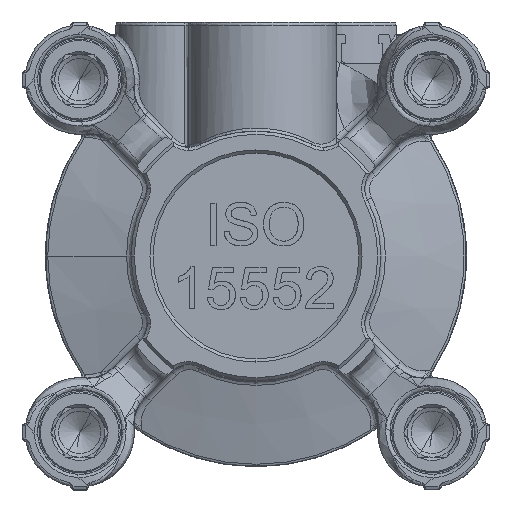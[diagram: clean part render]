
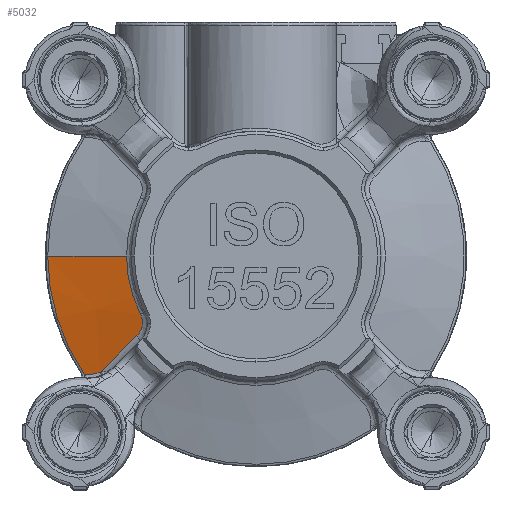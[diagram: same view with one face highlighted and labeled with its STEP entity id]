
A CAD part, front view. The second image highlights one B-rep face of the part: STEP entity #5032.
In plain terms, the highlighted conical face has half-angle 75 degrees and reference radius 33.379 mm.
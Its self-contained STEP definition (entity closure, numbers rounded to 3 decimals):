
#2239 = CARTESIAN_POINT ( 'NONE',  ( -27.353, 28.126, -18.96 ) ) ;
#3525 = CARTESIAN_POINT ( 'NONE',  ( -18.279, 24.781, -9.931 ) ) ;
#4158 = CARTESIAN_POINT ( 'NONE',  ( -19.088, 25.365, -12.795 ) ) ;
#5032 = ADVANCED_FACE ( 'NONE', ( #13457 ), #97170, .T. ) ;
#5631 = CARTESIAN_POINT ( 'NONE',  ( -27.353, 28.126, -18.96 ) ) ;
#7207 = CARTESIAN_POINT ( 'NONE',  ( 0., 28.152, 0. ) ) ;
#7273 = CARTESIAN_POINT ( 'NONE',  ( -33.379, 28.152, 0. ) ) ;
#11780 = VERTEX_POINT ( 'NONE', #17997 ) ;
#12229 = CARTESIAN_POINT ( 'NONE',  ( -26.525, 27.946, -18.968 ) ) ;
#13457 = FACE_OUTER_BOUND ( 'NONE', #20647, .T. ) ;
#13515 = CARTESIAN_POINT ( 'NONE',  ( -18.201, 24.857, -10.642 ) ) ;
#14152 = CARTESIAN_POINT ( 'NONE',  ( -18.875, 25.284, -12.566 ) ) ;
#15372 = CARTESIAN_POINT ( 'NONE',  ( -18.976, 25.324, -12.683 ) ) ;
#15456 = CARTESIAN_POINT ( 'NONE',  ( -33.379, 28.152, 0. ) ) ;
#16474 = ORIENTED_EDGE ( 'NONE', *, *, #67596, .T. ) ;
#17997 = CARTESIAN_POINT ( 'NONE',  ( -20.741, 24.766, 0. ) ) ;
#18032 = EDGE_CURVE ( 'NONE', #34769, #69855, #115233, .T. ) ;
#19850 = DIRECTION ( 'NONE',  ( 0., 1., 0. ) ) ;
#20647 = EDGE_LOOP ( 'NONE', ( #32449, #48924, #100731, #16474, #46751, #33656, #51228 ) ) ;
#21483 = EDGE_CURVE ( 'NONE', #11780, #75238, #57835, .T. ) ;
#22851 = DIRECTION ( 'NONE',  ( 0., 1., 0. ) ) ;
#23478 = CARTESIAN_POINT ( 'NONE',  ( -26.936, 28.038, -18.983 ) ) ;
#24095 = CARTESIAN_POINT ( 'NONE',  ( -25.705, 27.751, -18.866 ) ) ;
#24223 = AXIS2_PLACEMENT_3D ( 'NONE', #7207, #64927, #101908 ) ;
#25089 = AXIS2_PLACEMENT_3D ( 'NONE', #79977, #22851, #52926 ) ;
#26447 = CARTESIAN_POINT ( 'NONE',  ( -27.353, 28.126, -18.96 ) ) ;
#29586 = DIRECTION ( 'NONE',  ( -0.966, 0.259, 0. ) ) ;
#32313 = CARTESIAN_POINT ( 'NONE',  ( -18.204, 24.89, -10.875 ) ) ;
#32449 = ORIENTED_EDGE ( 'NONE', *, *, #46112, .T. ) ;
#32480 = CARTESIAN_POINT ( 'NONE',  ( -24.928, 27.545, -18.616 ) ) ;
#32923 = EDGE_CURVE ( 'NONE', #34102, #39994, #105835, .T. ) ;
#32931 = CARTESIAN_POINT ( 'NONE',  ( -18.515, 24.766, -9.349 ) ) ;
#33656 = ORIENTED_EDGE ( 'NONE', *, *, #55994, .T. ) ;
#34102 = VERTEX_POINT ( 'NONE', #26447 ) ;
#34769 = VERTEX_POINT ( 'NONE', #98687 ) ;
#36626 = VECTOR ( 'NONE', #29586, 1000. ) ;
#39994 = VERTEX_POINT ( 'NONE', #68703 ) ;
#41900 = CARTESIAN_POINT ( 'NONE',  ( -22.695, 26.708, -16.388 ) ) ;
#42180 = AXIS2_PLACEMENT_3D ( 'NONE', #105764, #19850, #84535 ) ;
#42354 = CARTESIAN_POINT ( 'NONE',  ( -18.616, 25.17, -12.189 ) ) ;
#46112 = EDGE_CURVE ( 'NONE', #69855, #11780, #70265, .T. ) ;
#46751 = ORIENTED_EDGE ( 'NONE', *, *, #32923, .T. ) ;
#48924 = ORIENTED_EDGE ( 'NONE', *, *, #21483, .T. ) ;
#51228 = ORIENTED_EDGE ( 'NONE', *, *, #18032, .T. ) ;
#51571 = B_SPLINE_CURVE_WITH_KNOTS ( 'NONE', 3,
 ( #119771, #90983, #99088, #5631 ),
 .UNSPECIFIED., .F., .F.,
 ( 4, 4 ),
 ( 0., 1. ),
 .UNSPECIFIED. ) ;
#51690 = CARTESIAN_POINT ( 'NONE',  ( -27.144, 28.082, -18.978 ) ) ;
#52926 = DIRECTION ( 'NONE',  ( -1., 0., 0. ) ) ;
#52981 = CARTESIAN_POINT ( 'NONE',  ( -18.469, 25.097, -11.916 ) ) ;
#55994 = EDGE_CURVE ( 'NONE', #39994, #34769, #64543, .T. ) ;
#57835 = LINE ( 'NONE', #7273, #36626 ) ;
#60517 = CARTESIAN_POINT ( 'NONE',  ( -26.32, 27.898, -18.951 ) ) ;
#61199 = CARTESIAN_POINT ( 'NONE',  ( -18.739, 25.226, -12.381 ) ) ;
#61361 = CARTESIAN_POINT ( 'NONE',  ( -20.748, 25.981, -14.448 ) ) ;
#64543 = B_SPLINE_CURVE_WITH_KNOTS ( 'NONE', 3,
 ( #32480, #41900, #61361, #99611 ),
 .UNSPECIFIED., .F., .F.,
 ( 4, 4 ),
 ( 0., 1. ),
 .UNSPECIFIED. ) ;
#64927 = DIRECTION ( 'NONE',  ( 0., 1., 0. ) ) ;
#67596 = EDGE_CURVE ( 'NONE', #81505, #34102, #51571, .T. ) ;
#68703 = CARTESIAN_POINT ( 'NONE',  ( -24.928, 27.545, -18.616 ) ) ;
#69855 = VERTEX_POINT ( 'NONE', #78340 ) ;
#69977 = CARTESIAN_POINT ( 'NONE',  ( -24.928, 27.545, -18.616 ) ) ;
#70265 = CIRCLE ( 'NONE', #42180, 20.741 ) ;
#70600 = CARTESIAN_POINT ( 'NONE',  ( -26.221, 27.875, -18.939 ) ) ;
#71269 = CARTESIAN_POINT ( 'NONE',  ( -18.203, 24.847, -10.564 ) ) ;
#71881 = CARTESIAN_POINT ( 'NONE',  ( -18.221, 24.821, -10.332 ) ) ;
#72494 = CARTESIAN_POINT ( 'NONE',  ( -18.219, 24.915, -11.03 ) ) ;
#75238 = VERTEX_POINT ( 'NONE', #15456 ) ;
#78340 = CARTESIAN_POINT ( 'NONE',  ( -18.515, 24.766, -9.349 ) ) ;
#79977 = CARTESIAN_POINT ( 'NONE',  ( 0., 28.152, 0. ) ) ;
#80038 = CARTESIAN_POINT ( 'NONE',  ( -18.372, 24.766, -9.632 ) ) ;
#80607 = CARTESIAN_POINT ( 'NONE',  ( -25.308, 27.649, -18.762 ) ) ;
#81505 = VERTEX_POINT ( 'NONE', #90013 ) ;
#82508 = CARTESIAN_POINT ( 'NONE',  ( -18.213, 24.829, -10.408 ) ) ;
#84535 = DIRECTION ( 'NONE',  ( 0., 0., 1. ) ) ;
#89475 = CARTESIAN_POINT ( 'NONE',  ( -18.275, 24.97, -11.335 ) ) ;
#90013 = CARTESIAN_POINT ( 'NONE',  ( -27.478, 28.152, -18.95 ) ) ;
#90104 = CARTESIAN_POINT ( 'NONE',  ( -18.561, 25.143, -12.091 ) ) ;
#90983 = CARTESIAN_POINT ( 'NONE',  ( -27.437, 28.143, -18.954 ) ) ;
#94373 = CIRCLE ( 'NONE', #24223, 33.379 ) ;
#97170 = CONICAL_SURFACE ( 'NONE', #25089, 33.379, 1.309 ) ;
#98687 = CARTESIAN_POINT ( 'NONE',  ( -19.088, 25.365, -12.795 ) ) ;
#98838 = CARTESIAN_POINT ( 'NONE',  ( -18.675, 25.198, -12.286 ) ) ;
#99088 = CARTESIAN_POINT ( 'NONE',  ( -27.395, 28.135, -18.957 ) ) ;
#99442 = CARTESIAN_POINT ( 'NONE',  ( -18.253, 24.949, -11.224 ) ) ;
#99611 = CARTESIAN_POINT ( 'NONE',  ( -19.088, 25.365, -12.795 ) ) ;
#100731 = ORIENTED_EDGE ( 'NONE', *, *, #115467, .F. ) ;
#101908 = DIRECTION ( 'NONE',  ( 0., 0., -1. ) ) ;
#105764 = CARTESIAN_POINT ( 'NONE',  ( 0., 24.766, 0. ) ) ;
#105835 = B_SPLINE_CURVE_WITH_KNOTS ( 'NONE', 3,
 ( #2239, #51690, #23478, #118837, #12229, #60517, #70600, #24095, #80607, #69977 ),
 .UNSPECIFIED., .F., .F.,
 ( 4, 2, 2, 2, 4 ),
 ( 0., 0.25, 0.375, 0.5, 1. ),
 .UNSPECIFIED. ) ;
#108246 = CARTESIAN_POINT ( 'NONE',  ( -18.334, 25.015, -11.556 ) ) ;
#109478 = CARTESIAN_POINT ( 'NONE',  ( -18.302, 24.992, -11.446 ) ) ;
#110103 = CARTESIAN_POINT ( 'NONE',  ( -18.579, 25.152, -12.123 ) ) ;
#110719 = CARTESIAN_POINT ( 'NONE',  ( -18.26, 24.956, -11.26 ) ) ;
#115233 = B_SPLINE_CURVE_WITH_KNOTS ( 'NONE', 3,
 ( #4158, #15372, #14152, #61199, #98838, #42354, #110103, #90104, #52981, #118887, #108246, #109478, #89475, #110719, #99442, #72494, #32313, #13515, #71269, #82508, #71881, #3525, #80038, #32931 ),
 .UNSPECIFIED., .F., .F.,
 ( 4, 2, 1, 2, 2, 2, 1, 2, 2, 2, 2, 2, 4 ),
 ( 0., 0.125, 0.188, 0.219, 0.25, 0.375, 0.438, 0.469, 0.5, 0.625, 0.688, 0.75, 1. ),
 .UNSPECIFIED. ) ;
#115467 = EDGE_CURVE ( 'NONE', #81505, #75238, #94373, .T. ) ;
#118837 = CARTESIAN_POINT ( 'NONE',  ( -26.627, 27.969, -18.974 ) ) ;
#118887 = CARTESIAN_POINT ( 'NONE',  ( -18.408, 25.063, -11.774 ) ) ;
#119771 = CARTESIAN_POINT ( 'NONE',  ( -27.478, 28.152, -18.95 ) ) ;
